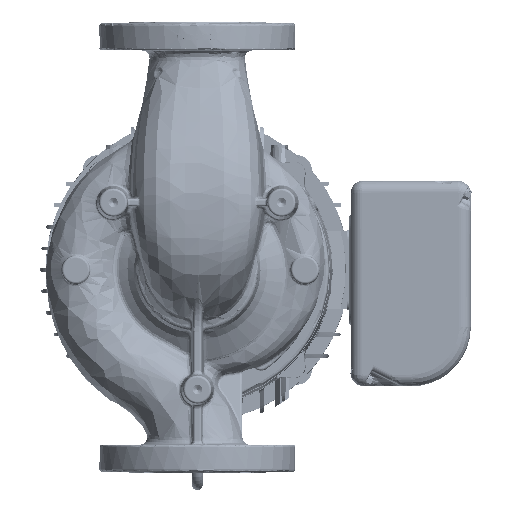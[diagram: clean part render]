
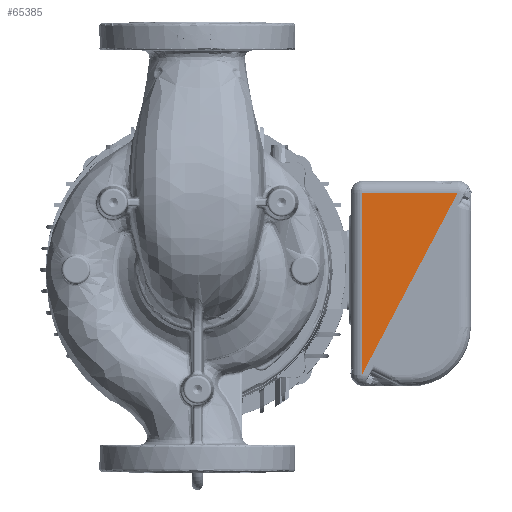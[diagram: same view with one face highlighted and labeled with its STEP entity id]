
A CAD part, front view. The second image highlights one B-rep face of the part: STEP entity #65385.
In plain terms, the highlighted planar face has unit normal (-0.023, -1, 0.012).
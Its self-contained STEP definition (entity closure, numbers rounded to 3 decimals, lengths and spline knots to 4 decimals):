
#2063=PLANE('',#71730);
#10238=FACE_OUTER_BOUND('',#13760,.T.);
#13760=EDGE_LOOP('',(#57461,#57462,#57463,#57464));
#19686=LINE('',#216119,#23270);
#19687=LINE('',#216144,#23271);
#19688=LINE('',#216146,#23272);
#19689=LINE('',#216147,#23273);
#23270=VECTOR('',#87599,39.3701);
#23271=VECTOR('',#87608,39.3701);
#23272=VECTOR('',#87609,39.3701);
#23273=VECTOR('',#87610,39.3701);
#29794=VERTEX_POINT('',#216116);
#29795=VERTEX_POINT('',#216118);
#29796=VERTEX_POINT('',#216143);
#29797=VERTEX_POINT('',#216145);
#39734=EDGE_CURVE('',#29795,#29794,#19686,.T.);
#39738=EDGE_CURVE('',#29794,#29796,#19687,.T.);
#39739=EDGE_CURVE('',#29796,#29797,#19688,.T.);
#39740=EDGE_CURVE('',#29797,#29795,#19689,.T.);
#57461=ORIENTED_EDGE('',*,*,#39734,.T.);
#57462=ORIENTED_EDGE('',*,*,#39738,.T.);
#57463=ORIENTED_EDGE('',*,*,#39739,.T.);
#57464=ORIENTED_EDGE('',*,*,#39740,.T.);
#65385=ADVANCED_FACE('',(#10238),#2063,.T.);
#71730=AXIS2_PLACEMENT_3D('',#216142,#87606,#87607);
#87599=DIRECTION('',(-1.,0.023,0.));
#87606=DIRECTION('center_axis',(-0.023,-1.,
0.012));
#87607=DIRECTION('ref_axis',(-1.,0.023,0.));
#87608=DIRECTION('',(0.,-0.012,-1.));
#87609=DIRECTION('',(0.466,0.,0.885));
#87610=DIRECTION('',(0.466,0.,0.885));
#216116=CARTESIAN_POINT('',(6.9549,11.8848,3.2561));
#216118=CARTESIAN_POINT('',(10.9712,11.7918,3.2561));
#216119=CARTESIAN_POINT('',(6.7276,11.8901,3.2561));
#216142=CARTESIAN_POINT('Origin',(6.7253,11.7918,-4.813));
#216143=CARTESIAN_POINT('',(6.9549,11.7918,-4.3767));
#216144=CARTESIAN_POINT('',(6.9549,11.7865,-4.8129));
#216145=CARTESIAN_POINT('',(10.9677,11.7918,3.2494));
#216146=CARTESIAN_POINT('',(6.7253,11.7918,-4.813));
#216147=CARTESIAN_POINT('',(6.7253,11.7918,-4.813));
